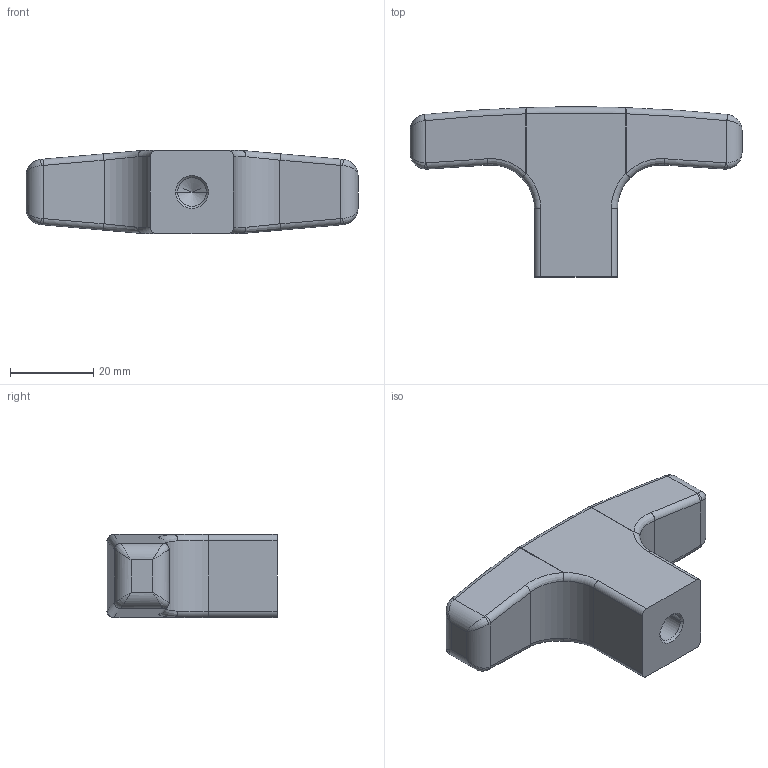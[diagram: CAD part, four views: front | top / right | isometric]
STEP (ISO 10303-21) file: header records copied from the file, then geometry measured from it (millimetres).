
FILE_DESCRIPTION(('STEP AP214'),'1');
FILE_NAME(' ',' ',('TraceParts'),('TraceParts S.A.'),'XStep 1.0',' ',' ');
FILE_SCHEMA(('automotive_design'));
Length unit declared in the file: millimetre
Products named in the file (1): 1
Bounding box: 80 x 40.98 x 20 mm (x, y, z)
Volume: 30324.1 mm3; surface area: 7620.3 mm2
Topology: 1 solids, 1 shells, 85 faces, 200 edges, 101 vertices
Faces by surface type: cylinder 27, bspline 24, plane 14, sphere 8, cone 6, torus 6
Entity records: 10891 total; most frequent: CARTESIAN_POINT 7113, STYLED_ITEM 368, PRESENTATION_STYLE_ASSIGNMENT 368, COLOUR_RGB 368, ORIENTED_EDGE 364, DIRECTION 334, EDGE_CURVE 182, CURVE_STYLE 182
